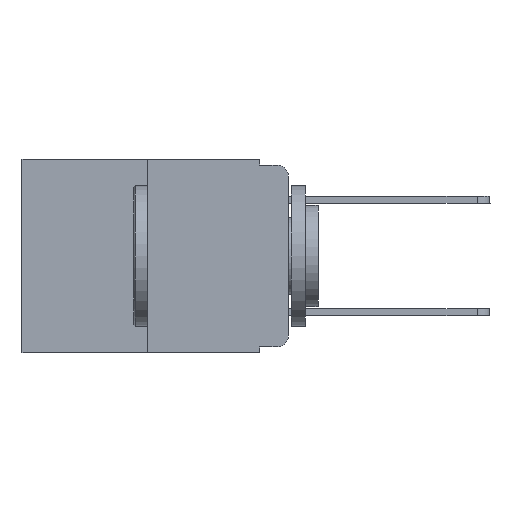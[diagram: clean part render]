
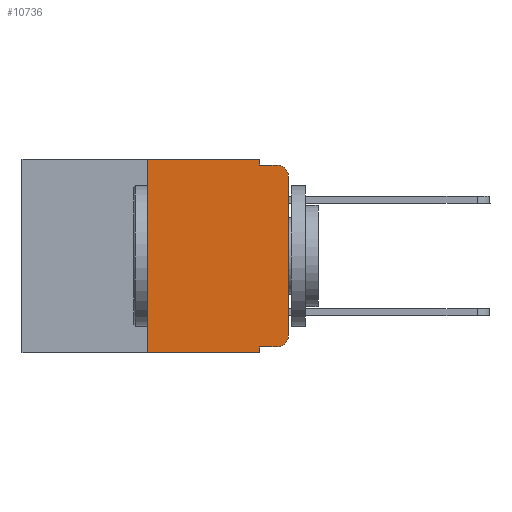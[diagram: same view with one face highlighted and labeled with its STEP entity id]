
A CAD part, left-side view. The second image highlights one B-rep face of the part: STEP entity #10736.
In plain terms, the highlighted planar face has unit normal (-1, 0, 0).
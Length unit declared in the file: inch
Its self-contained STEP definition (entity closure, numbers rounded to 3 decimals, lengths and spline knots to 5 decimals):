
#9 = ORIENTED_EDGE ( 'NONE', *, *, #7954, .T. ) ;
#151 = CIRCLE ( 'NONE', #6717, 0.02 ) ;
#230 = EDGE_CURVE ( 'NONE', #8279, #3749, #3174, .T. ) ;
#252 = LINE ( 'NONE', #2779, #1218 ) ;
#275 = CARTESIAN_POINT ( 'NONE',  ( 0., 0.02, -0.333 ) ) ;
#418 = DIRECTION ( 'NONE',  ( 0., 0., 1. ) ) ;
#525 = ORIENTED_EDGE ( 'NONE', *, *, #8074, .F. ) ;
#727 = LINE ( 'NONE', #4316, #6508 ) ;
#1218 = VECTOR ( 'NONE', #9055, 39.37008 ) ;
#1360 = DIRECTION ( 'NONE',  ( -1., 0., 0. ) ) ;
#1510 = ORIENTED_EDGE ( 'NONE', *, *, #230, .T. ) ;
#1699 = CARTESIAN_POINT ( 'NONE',  ( 0., 0.051, -0.333 ) ) ;
#2013 = LINE ( 'NONE', #9115, #5892 ) ;
#2115 = ORIENTED_EDGE ( 'NONE', *, *, #11476, .F. ) ;
#2195 = VECTOR ( 'NONE', #418, 39.37008 ) ;
#2235 = PLANE ( 'NONE',  #5190 ) ;
#2413 = AXIS2_PLACEMENT_3D ( 'NONE', #5701, #5650, #9204 ) ;
#2680 = CARTESIAN_POINT ( 'NONE',  ( 0., 0.051, 0. ) ) ;
#2739 = LINE ( 'NONE', #5338, #3335 ) ;
#2779 = CARTESIAN_POINT ( 'NONE',  ( 0., 0.051, -0.333 ) ) ;
#2806 = ORIENTED_EDGE ( 'NONE', *, *, #2995, .F. ) ;
#2839 = DIRECTION ( 'NONE',  ( 0., 0., 1. ) ) ;
#2995 = EDGE_CURVE ( 'NONE', #10558, #3229, #7476, .T. ) ;
#3174 = CIRCLE ( 'NONE', #2413, 0.02 ) ;
#3203 = LINE ( 'NONE', #10524, #6346 ) ;
#3229 = VERTEX_POINT ( 'NONE', #4406 ) ;
#3298 = DIRECTION ( 'NONE',  ( 0., 0., -1. ) ) ;
#3335 = VECTOR ( 'NONE', #8907, 39.37008 ) ;
#3377 = DIRECTION ( 'NONE',  ( 0., 0., -1. ) ) ;
#3648 = VECTOR ( 'NONE', #4946, 39.37008 ) ;
#3657 = EDGE_CURVE ( 'NONE', #4758, #9377, #2013, .T. ) ;
#3749 = VERTEX_POINT ( 'NONE', #9184 ) ;
#3854 = ORIENTED_EDGE ( 'NONE', *, *, #9124, .F. ) ;
#3875 = CARTESIAN_POINT ( 'NONE',  ( 0., 0.051, -0.01 ) ) ;
#4075 = CARTESIAN_POINT ( 'NONE',  ( 0., 0.02, -0.03 ) ) ;
#4316 = CARTESIAN_POINT ( 'NONE',  ( 0., 0.473, -0.343 ) ) ;
#4337 = VERTEX_POINT ( 'NONE', #7209 ) ;
#4353 = VERTEX_POINT ( 'NONE', #2680 ) ;
#4406 = CARTESIAN_POINT ( 'NONE',  ( 0., 0.02, -0.01 ) ) ;
#4758 = VERTEX_POINT ( 'NONE', #5378 ) ;
#4854 = EDGE_CURVE ( 'NONE', #8958, #8279, #252, .T. ) ;
#4946 = DIRECTION ( 'NONE',  ( 0., -1., 0. ) ) ;
#5190 = AXIS2_PLACEMENT_3D ( 'NONE', #10339, #7820, #3298 ) ;
#5338 = CARTESIAN_POINT ( 'NONE',  ( 0., 0.051, 0. ) ) ;
#5378 = CARTESIAN_POINT ( 'NONE',  ( 0., 0.25, -0.343 ) ) ;
#5425 = ORIENTED_EDGE ( 'NONE', *, *, #4854, .T. ) ;
#5650 = DIRECTION ( 'NONE',  ( -1., 0., 0. ) ) ;
#5654 = ORIENTED_EDGE ( 'NONE', *, *, #11559, .T. ) ;
#5701 = CARTESIAN_POINT ( 'NONE',  ( 0., 0.02, -0.313 ) ) ;
#5765 = ORIENTED_EDGE ( 'NONE', *, *, #7590, .T. ) ;
#5892 = VECTOR ( 'NONE', #2839, 39.37008 ) ;
#6202 = CARTESIAN_POINT ( 'NONE',  ( 0., 0.051, -0.343 ) ) ;
#6346 = VECTOR ( 'NONE', #11350, 39.37008 ) ;
#6476 = VERTEX_POINT ( 'NONE', #6202 ) ;
#6508 = VECTOR ( 'NONE', #7893, 39.37008 ) ;
#6538 = VECTOR ( 'NONE', #7989, 39.37008 ) ;
#6685 = ORIENTED_EDGE ( 'NONE', *, *, #3657, .F. ) ;
#6717 = AXIS2_PLACEMENT_3D ( 'NONE', #4075, #1360, #3377 ) ;
#6777 = FACE_OUTER_BOUND ( 'NONE', #10259, .T. ) ;
#7209 = CARTESIAN_POINT ( 'NONE',  ( 0., 0., -0.03 ) ) ;
#7476 = LINE ( 'NONE', #11107, #3648 ) ;
#7590 = EDGE_CURVE ( 'NONE', #4758, #6476, #727, .T. ) ;
#7820 = DIRECTION ( 'NONE',  ( 1., 0., 0. ) ) ;
#7893 = DIRECTION ( 'NONE',  ( 0., -1., 0. ) ) ;
#7954 = EDGE_CURVE ( 'NONE', #3749, #4337, #10456, .T. ) ;
#7989 = DIRECTION ( 'NONE',  ( 0., -1., 0. ) ) ;
#8074 = EDGE_CURVE ( 'NONE', #8958, #6476, #2739, .T. ) ;
#8279 = VERTEX_POINT ( 'NONE', #275 ) ;
#8907 = DIRECTION ( 'NONE',  ( 0., 0., -1. ) ) ;
#8958 = VERTEX_POINT ( 'NONE', #1699 ) ;
#9055 = DIRECTION ( 'NONE',  ( 0., -1., 0. ) ) ;
#9115 = CARTESIAN_POINT ( 'NONE',  ( 0., 0.25, 0. ) ) ;
#9124 = EDGE_CURVE ( 'NONE', #9377, #4353, #10859, .T. ) ;
#9146 = CARTESIAN_POINT ( 'NONE',  ( 0., 0.473, 0. ) ) ;
#9184 = CARTESIAN_POINT ( 'NONE',  ( 0., 0., -0.313 ) ) ;
#9204 = DIRECTION ( 'NONE',  ( 0., 0., -1. ) ) ;
#9377 = VERTEX_POINT ( 'NONE', #11270 ) ;
#10259 = EDGE_LOOP ( 'NONE', ( #9, #5654, #2806, #2115, #3854, #6685, #5765, #525, #5425, #1510 ) ) ;
#10339 = CARTESIAN_POINT ( 'NONE',  ( 0., 0.473, 0. ) ) ;
#10394 = CARTESIAN_POINT ( 'NONE',  ( 0., 0., 0. ) ) ;
#10456 = LINE ( 'NONE', #10394, #2195 ) ;
#10524 = CARTESIAN_POINT ( 'NONE',  ( 0., 0.051, 0. ) ) ;
#10558 = VERTEX_POINT ( 'NONE', #3875 ) ;
#10736 = ADVANCED_FACE ( 'NONE', ( #6777 ), #2235, .F. ) ;
#10859 = LINE ( 'NONE', #9146, #6538 ) ;
#11107 = CARTESIAN_POINT ( 'NONE',  ( 0., 0.051, -0.01 ) ) ;
#11270 = CARTESIAN_POINT ( 'NONE',  ( 0., 0.25, 0. ) ) ;
#11350 = DIRECTION ( 'NONE',  ( 0., 0., -1. ) ) ;
#11476 = EDGE_CURVE ( 'NONE', #4353, #10558, #3203, .T. ) ;
#11559 = EDGE_CURVE ( 'NONE', #4337, #3229, #151, .T. ) ;
